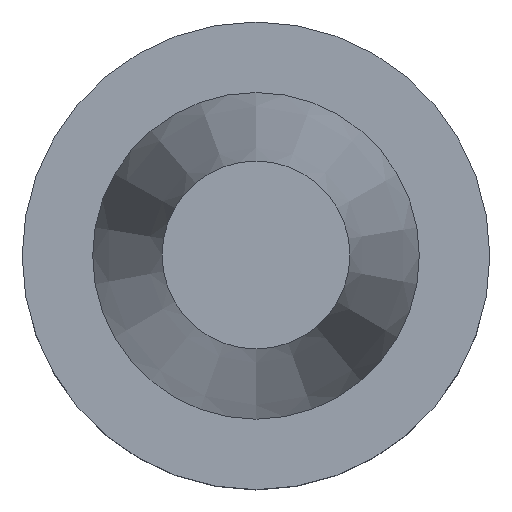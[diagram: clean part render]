
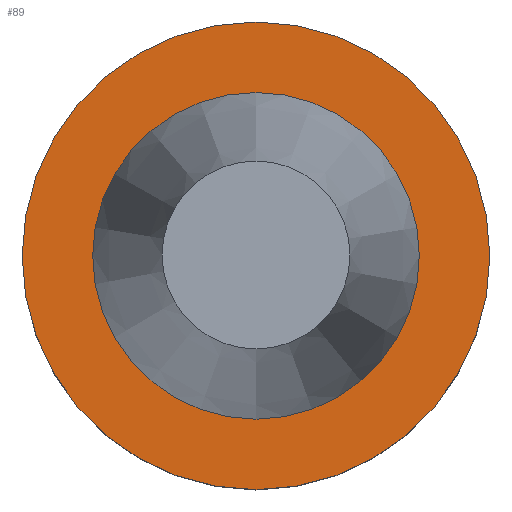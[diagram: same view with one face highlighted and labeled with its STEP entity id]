
A CAD part, top view. The second image highlights one B-rep face of the part: STEP entity #89.
In plain terms, the highlighted planar face has unit normal (0, 0, 1).
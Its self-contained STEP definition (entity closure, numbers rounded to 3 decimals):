
#89=ADVANCED_FACE('',(#133,#134),#135,.T.);
#133=FACE_BOUND('',#182,.T.);
#134=FACE_OUTER_BOUND('',#183,.T.);
#135=PLANE('',#184);
#182=EDGE_LOOP('',(#259));
#183=EDGE_LOOP('',(#260));
#184=AXIS2_PLACEMENT_3D('',#261,#262,#263);
#259=ORIENTED_EDGE('',*,*,#288,.F.);
#260=ORIENTED_EDGE('',*,*,#287,.T.);
#261=CARTESIAN_POINT('',(0.,42.463,-1.5));
#262=DIRECTION('',(0.,0.,1.0));
#263=DIRECTION('',(0.,1.0,0.));
#287=EDGE_CURVE('',#316,#316,#317,.T.);
#288=EDGE_CURVE('',#318,#318,#319,.T.);
#316=VERTEX_POINT('',#348);
#317=CIRCLE('',#349,50.);
#318=VERTEX_POINT('',#350);
#319=CIRCLE('',#351,34.925);
#348=CARTESIAN_POINT('',(0.,50.,-1.5));
#349=AXIS2_PLACEMENT_3D('',#393,#394,#395);
#350=CARTESIAN_POINT('',(0.,34.925,-1.5));
#351=AXIS2_PLACEMENT_3D('',#396,#397,#398);
#393=CARTESIAN_POINT('',(0.,0.,-1.5));
#394=DIRECTION('',(0.,0.,1.0));
#395=DIRECTION('',(0.,1.0,0.));
#396=CARTESIAN_POINT('',(0.,0.,-1.5));
#397=DIRECTION('',(0.,0.,1.0));
#398=DIRECTION('',(0.,1.0,0.));
